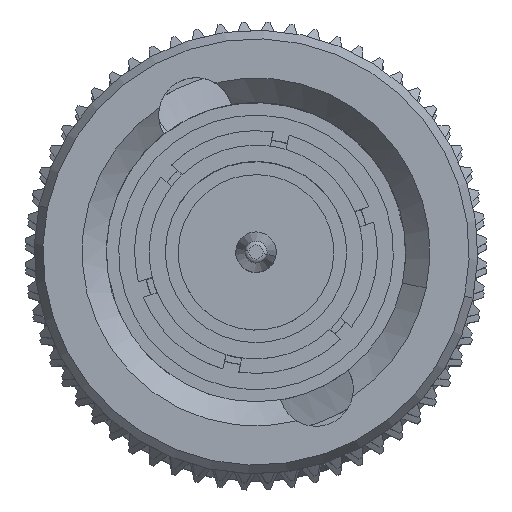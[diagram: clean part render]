
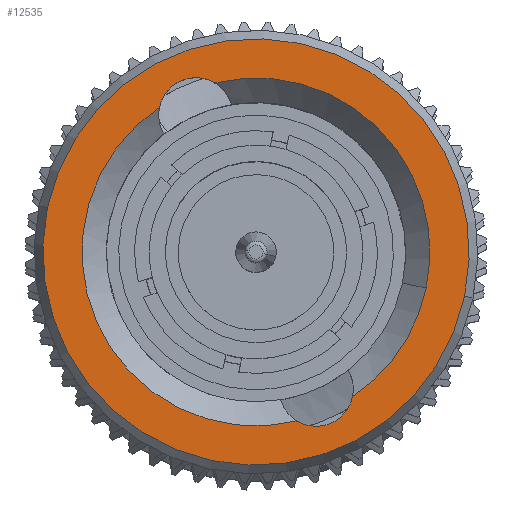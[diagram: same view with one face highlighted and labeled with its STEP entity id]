
A CAD part, top view. The second image highlights one B-rep face of the part: STEP entity #12535.
In plain terms, the highlighted face is planar.
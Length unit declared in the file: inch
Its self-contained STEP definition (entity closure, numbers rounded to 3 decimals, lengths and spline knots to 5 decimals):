
#315 = DIRECTION ( 'NONE',  ( 0., 0., -1. ) ) ;
#460 = CARTESIAN_POINT ( 'NONE',  ( 0.33873, 0.1938, -0.09296 ) ) ;
#588 = CARTESIAN_POINT ( 'NONE',  ( 0.33873, 0.15026, -0.10782 ) ) ;
#710 = DIRECTION ( 'NONE',  ( -1., 0., 0. ) ) ;
#846 = DIRECTION ( 'NONE',  ( -1., 0., 0. ) ) ;
#1119 = EDGE_CURVE ( 'NONE', #9354, #9569, #15908, .T. ) ;
#1478 = CIRCLE ( 'NONE', #6058, 0.046 ) ;
#1781 = DIRECTION ( 'NONE',  ( 1., 0., 0. ) ) ;
#2054 = ORIENTED_EDGE ( 'NONE', *, *, #11187, .F. ) ;
#2304 = AXIS2_PLACEMENT_3D ( 'NONE', #6165, #846, #3410 ) ;
#2365 = CARTESIAN_POINT ( 'NONE',  ( 0.33873, 0., 0.21494 ) ) ;
#2483 = ORIENTED_EDGE ( 'NONE', *, *, #11857, .F. ) ;
#2596 = CARTESIAN_POINT ( 'NONE',  ( 0.33873, 0., 0. ) ) ;
#2837 = CIRCLE ( 'NONE', #8070, 0.046 ) ;
#2843 = VERTEX_POINT ( 'NONE', #10541 ) ;
#3197 = PLANE ( 'NONE',  #10661 ) ;
#3410 = DIRECTION ( 'NONE',  ( 0., 0., 1. ) ) ;
#3669 = EDGE_CURVE ( 'NONE', #8299, #2843, #14909, .T. ) ;
#3909 = DIRECTION ( 'NONE',  ( 1., 0., 0. ) ) ;
#3952 = CARTESIAN_POINT ( 'NONE',  ( 0.33873, -0.15026, 0.15382 ) ) ;
#4051 = CARTESIAN_POINT ( 'NONE',  ( 0.33873, 0., 0. ) ) ;
#4064 = DIRECTION ( 'NONE',  ( -1., 0., 0. ) ) ;
#4563 = DIRECTION ( 'NONE',  ( 0., 0., -1. ) ) ;
#5220 = DIRECTION ( 'NONE',  ( 0., 0., -1. ) ) ;
#5476 = CARTESIAN_POINT ( 'NONE',  ( 0.33873, 0., -0.26339 ) ) ;
#5542 = CARTESIAN_POINT ( 'NONE',  ( 0.33873, -0.15026, 0.10782 ) ) ;
#6044 = EDGE_CURVE ( 'NONE', #9569, #15016, #11225, .T. ) ;
#6058 = AXIS2_PLACEMENT_3D ( 'NONE', #588, #12505, #13824 ) ;
#6165 = CARTESIAN_POINT ( 'NONE',  ( 0.33873, 0., 0. ) ) ;
#6538 = DIRECTION ( 'NONE',  ( 0., 0., 1. ) ) ;
#6548 = CARTESIAN_POINT ( 'NONE',  ( 0.33873, 0.15014, -0.15382 ) ) ;
#6682 = DIRECTION ( 'NONE',  ( 1., 0., 0. ) ) ;
#7630 = VERTEX_POINT ( 'NONE', #15437 ) ;
#7643 = CARTESIAN_POINT ( 'NONE',  ( 0.33873, -0.15014, 0.15382 ) ) ;
#7728 = CIRCLE ( 'NONE', #13447, 0.21494 ) ;
#7798 = AXIS2_PLACEMENT_3D ( 'NONE', #2596, #3909, #5220 ) ;
#8070 = AXIS2_PLACEMENT_3D ( 'NONE', #8493, #710, #8320 ) ;
#8299 = VERTEX_POINT ( 'NONE', #5476 ) ;
#8320 = DIRECTION ( 'NONE',  ( 0., 0., -1. ) ) ;
#8361 = CARTESIAN_POINT ( 'NONE',  ( 0.33873, 0., -0.26339 ) ) ;
#8473 = EDGE_CURVE ( 'NONE', #7630, #14477, #7728, .T. ) ;
#8493 = CARTESIAN_POINT ( 'NONE',  ( 0.33873, -0.15026, 0.10782 ) ) ;
#8674 = EDGE_LOOP ( 'NONE', ( #10744, #12174 ) ) ;
#8743 = ORIENTED_EDGE ( 'NONE', *, *, #1119, .T. ) ;
#9354 = VERTEX_POINT ( 'NONE', #460 ) ;
#9400 = DIRECTION ( 'NONE',  ( 0., 0., -1. ) ) ;
#9569 = VERTEX_POINT ( 'NONE', #2365 ) ;
#9618 = DIRECTION ( 'NONE',  ( 1., 0., 0. ) ) ;
#9940 = ORIENTED_EDGE ( 'NONE', *, *, #15481, .F. ) ;
#10476 = FACE_BOUND ( 'NONE', #12377, .T. ) ;
#10541 = CARTESIAN_POINT ( 'NONE',  ( 0.33873, 0., 0.26339 ) ) ;
#10661 = AXIS2_PLACEMENT_3D ( 'NONE', #8361, #9618, #4563 ) ;
#10744 = ORIENTED_EDGE ( 'NONE', *, *, #3669, .T. ) ;
#10802 = CARTESIAN_POINT ( 'NONE',  ( 0.33873, 0., 0. ) ) ;
#11187 = EDGE_CURVE ( 'NONE', #16192, #15016, #14952, .T. ) ;
#11225 = CIRCLE ( 'NONE', #11506, 0.21494 ) ;
#11506 = AXIS2_PLACEMENT_3D ( 'NONE', #4051, #6682, #13062 ) ;
#11603 = DIRECTION ( 'NONE',  ( -1., 0., 0. ) ) ;
#11857 = EDGE_CURVE ( 'NONE', #7630, #16192, #2837, .T. ) ;
#12174 = ORIENTED_EDGE ( 'NONE', *, *, #13350, .T. ) ;
#12377 = EDGE_LOOP ( 'NONE', ( #9940, #8743, #13669, #2054, #2483, #13991 ) ) ;
#12505 = DIRECTION ( 'NONE',  ( -1., 0., 0. ) ) ;
#12535 = ADVANCED_FACE ( 'NONE', ( #13940, #10476 ), #3197, .F. ) ;
#12804 = AXIS2_PLACEMENT_3D ( 'NONE', #5542, #4064, #9400 ) ;
#13062 = DIRECTION ( 'NONE',  ( 0., 0., -1. ) ) ;
#13350 = EDGE_CURVE ( 'NONE', #2843, #8299, #15666, .T. ) ;
#13447 = AXIS2_PLACEMENT_3D ( 'NONE', #10802, #1781, #315 ) ;
#13669 = ORIENTED_EDGE ( 'NONE', *, *, #6044, .T. ) ;
#13824 = DIRECTION ( 'NONE',  ( 0., 0., 1. ) ) ;
#13940 = FACE_OUTER_BOUND ( 'NONE', #8674, .T. ) ;
#13991 = ORIENTED_EDGE ( 'NONE', *, *, #8473, .T. ) ;
#14277 = CARTESIAN_POINT ( 'NONE',  ( 0.33873, 0., 0. ) ) ;
#14477 = VERTEX_POINT ( 'NONE', #6548 ) ;
#14909 = CIRCLE ( 'NONE', #2304, 0.26339 ) ;
#14952 = CIRCLE ( 'NONE', #12804, 0.046 ) ;
#15016 = VERTEX_POINT ( 'NONE', #7643 ) ;
#15414 = AXIS2_PLACEMENT_3D ( 'NONE', #14277, #11603, #6538 ) ;
#15437 = CARTESIAN_POINT ( 'NONE',  ( 0.33873, -0.1938, 0.09296 ) ) ;
#15481 = EDGE_CURVE ( 'NONE', #9354, #14477, #1478, .T. ) ;
#15666 = CIRCLE ( 'NONE', #15414, 0.26339 ) ;
#15908 = CIRCLE ( 'NONE', #7798, 0.21494 ) ;
#16192 = VERTEX_POINT ( 'NONE', #3952 ) ;
